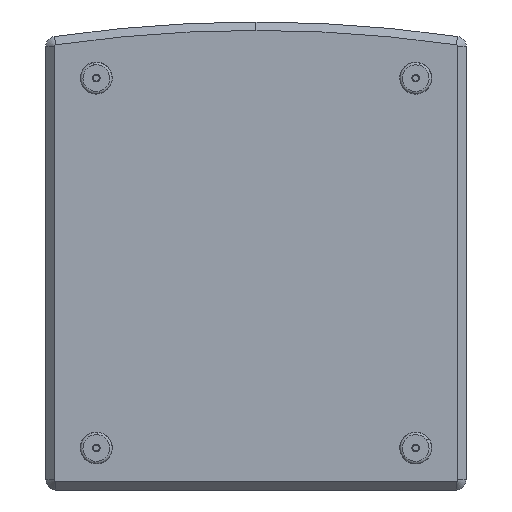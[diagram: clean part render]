
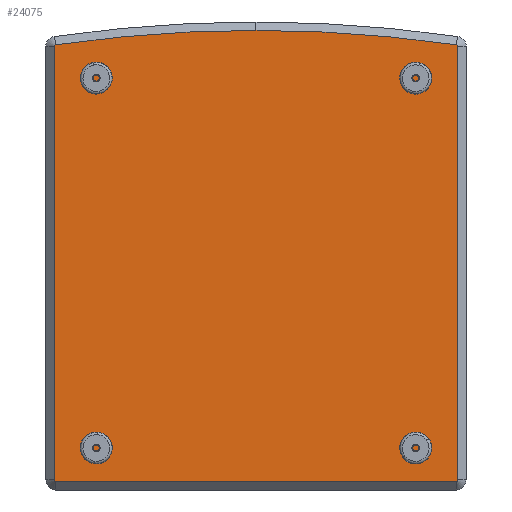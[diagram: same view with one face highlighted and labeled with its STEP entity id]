
A CAD part, front view. The second image highlights one B-rep face of the part: STEP entity #24075.
In plain terms, the highlighted planar face has unit normal (0, -1, 0).
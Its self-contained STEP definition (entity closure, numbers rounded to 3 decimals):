
#2422 = CARTESIAN_POINT ( 'NONE',  ( -240., -232.5, 247.644 ) ) ;
#2701 = CIRCLE ( 'NONE', #37369, 2. ) ;
#4434 = CARTESIAN_POINT ( 'NONE',  ( 238., -232.5, -270. ) ) ;
#4461 = ORIENTED_EDGE ( 'NONE', *, *, #23732, .T. ) ;
#4731 = DIRECTION ( 'NONE',  ( 0., 0., -1. ) ) ;
#5331 = DIRECTION ( 'NONE',  ( -1., 0., 0. ) ) ;
#9028 = VERTEX_POINT ( 'NONE', #13104 ) ;
#9430 = DIRECTION ( 'NONE',  ( -1., 0., 0. ) ) ;
#9481 = CARTESIAN_POINT ( 'NONE',  ( 240., -232.5, 280. ) ) ;
#10068 = LINE ( 'NONE', #23082, #32021 ) ;
#10222 = VERTEX_POINT ( 'NONE', #34965 ) ;
#10477 = VERTEX_POINT ( 'NONE', #33638 ) ;
#11063 = CARTESIAN_POINT ( 'NONE',  ( 0., -232.5, 266.773 ) ) ;
#11245 = DIRECTION ( 'NONE',  ( 0., -1., 0. ) ) ;
#11279 = DIRECTION ( 'NONE',  ( -1., 0., 0. ) ) ;
#11672 = DIRECTION ( 'NONE',  ( -1., 0., 0. ) ) ;
#11973 = AXIS2_PLACEMENT_3D ( 'NONE', #21914, #31715, #11279 ) ;
#12356 = CIRCLE ( 'NONE', #32736, 2. ) ;
#13104 = CARTESIAN_POINT ( 'NONE',  ( -238.286, -232.5, 249.623 ) ) ;
#13960 = AXIS2_PLACEMENT_3D ( 'NONE', #28846, #38636, #9430 ) ;
#14257 = VERTEX_POINT ( 'NONE', #24125 ) ;
#14372 = LINE ( 'NONE', #33954, #15775 ) ;
#14453 = VERTEX_POINT ( 'NONE', #11063 ) ;
#15710 = LINE ( 'NONE', #9481, #37486 ) ;
#15775 = VECTOR ( 'NONE', #4731, 1000. ) ;
#16172 = CARTESIAN_POINT ( 'NONE',  ( -238., -232.5, -268. ) ) ;
#16240 = EDGE_LOOP ( 'NONE', ( #16439, #38728, #27106, #34484, #35058, #16924, #18495, #21721, #4461 ) ) ;
#16439 = ORIENTED_EDGE ( 'NONE', *, *, #27416, .T. ) ;
#16787 = DIRECTION ( 'NONE',  ( -1., 0., 0. ) ) ;
#16924 = ORIENTED_EDGE ( 'NONE', *, *, #19573, .T. ) ;
#18288 = CARTESIAN_POINT ( 'NONE',  ( 238., -232.5, -268. ) ) ;
#18375 = DIRECTION ( 'NONE',  ( 0., -1., 0. ) ) ;
#18495 = ORIENTED_EDGE ( 'NONE', *, *, #40496, .T. ) ;
#19573 = EDGE_CURVE ( 'NONE', #10477, #39148, #15710, .T. ) ;
#19879 = VERTEX_POINT ( 'NONE', #2422 ) ;
#21341 = AXIS2_PLACEMENT_3D ( 'NONE', #26829, #36637, #33422 ) ;
#21704 = PLANE ( 'NONE',  #11973 ) ;
#21721 = ORIENTED_EDGE ( 'NONE', *, *, #38681, .T. ) ;
#21914 = CARTESIAN_POINT ( 'NONE',  ( -250., -232.5, 280. ) ) ;
#21969 = CARTESIAN_POINT ( 'NONE',  ( 0., -232.5, -1397.227 ) ) ;
#22965 = DIRECTION ( 'NONE',  ( 0., -1., 0. ) ) ;
#23082 = CARTESIAN_POINT ( 'NONE',  ( -250., -232.5, -270. ) ) ;
#23732 = EDGE_CURVE ( 'NONE', #14453, #9028, #35717, .T. ) ;
#24075 = ADVANCED_FACE ( 'NONE', ( #27666 ), #21704, .F. ) ;
#24125 = CARTESIAN_POINT ( 'NONE',  ( 238.286, -232.5, 249.623 ) ) ;
#26455 = CARTESIAN_POINT ( 'NONE',  ( -238., -232.5, 247.644 ) ) ;
#26829 = CARTESIAN_POINT ( 'NONE',  ( 0., -232.5, -1397.227 ) ) ;
#27106 = ORIENTED_EDGE ( 'NONE', *, *, #29576, .T. ) ;
#27416 = EDGE_CURVE ( 'NONE', #9028, #19879, #2701, .T. ) ;
#27666 = FACE_OUTER_BOUND ( 'NONE', #16240, .T. ) ;
#28846 = CARTESIAN_POINT ( 'NONE',  ( 238., -232.5, 247.644 ) ) ;
#29445 = DIRECTION ( 'NONE',  ( -1., 0., 0. ) ) ;
#29576 = EDGE_CURVE ( 'NONE', #10222, #37134, #12356, .T. ) ;
#31225 = EDGE_CURVE ( 'NONE', #37134, #31594, #10068, .T. ) ;
#31594 = VERTEX_POINT ( 'NONE', #4434 ) ;
#31700 = AXIS2_PLACEMENT_3D ( 'NONE', #18288, #11245, #11672 ) ;
#31715 = DIRECTION ( 'NONE',  ( 0., 1., 0. ) ) ;
#32021 = VECTOR ( 'NONE', #36056, 1000. ) ;
#32400 = CIRCLE ( 'NONE', #31700, 2. ) ;
#32632 = DIRECTION ( 'NONE',  ( 0., -1., 0. ) ) ;
#32736 = AXIS2_PLACEMENT_3D ( 'NONE', #16172, #22965, #16787 ) ;
#33422 = DIRECTION ( 'NONE',  ( -1., 0., 0. ) ) ;
#33556 = CIRCLE ( 'NONE', #21341, 1664. ) ;
#33638 = CARTESIAN_POINT ( 'NONE',  ( 240., -232.5, -268. ) ) ;
#33954 = CARTESIAN_POINT ( 'NONE',  ( -240., -232.5, 280. ) ) ;
#34378 = CIRCLE ( 'NONE', #13960, 2. ) ;
#34484 = ORIENTED_EDGE ( 'NONE', *, *, #31225, .T. ) ;
#34965 = CARTESIAN_POINT ( 'NONE',  ( -240., -232.5, -268. ) ) ;
#35058 = ORIENTED_EDGE ( 'NONE', *, *, #41404, .T. ) ;
#35717 = CIRCLE ( 'NONE', #38416, 1664. ) ;
#36056 = DIRECTION ( 'NONE',  ( 1., 0., 0. ) ) ;
#36637 = DIRECTION ( 'NONE',  ( 0., -1., 0. ) ) ;
#37134 = VERTEX_POINT ( 'NONE', #40594 ) ;
#37369 = AXIS2_PLACEMENT_3D ( 'NONE', #26455, #32632, #29445 ) ;
#37486 = VECTOR ( 'NONE', #41872, 1000. ) ;
#37523 = EDGE_CURVE ( 'NONE', #19879, #10222, #14372, .T. ) ;
#38416 = AXIS2_PLACEMENT_3D ( 'NONE', #21969, #18375, #5331 ) ;
#38636 = DIRECTION ( 'NONE',  ( 0., -1., 0. ) ) ;
#38681 = EDGE_CURVE ( 'NONE', #14257, #14453, #33556, .T. ) ;
#38728 = ORIENTED_EDGE ( 'NONE', *, *, #37523, .T. ) ;
#39148 = VERTEX_POINT ( 'NONE', #39351 ) ;
#39351 = CARTESIAN_POINT ( 'NONE',  ( 240., -232.5, 247.644 ) ) ;
#40496 = EDGE_CURVE ( 'NONE', #39148, #14257, #34378, .T. ) ;
#40594 = CARTESIAN_POINT ( 'NONE',  ( -238., -232.5, -270. ) ) ;
#41404 = EDGE_CURVE ( 'NONE', #31594, #10477, #32400, .T. ) ;
#41872 = DIRECTION ( 'NONE',  ( 0., 0., 1. ) ) ;
